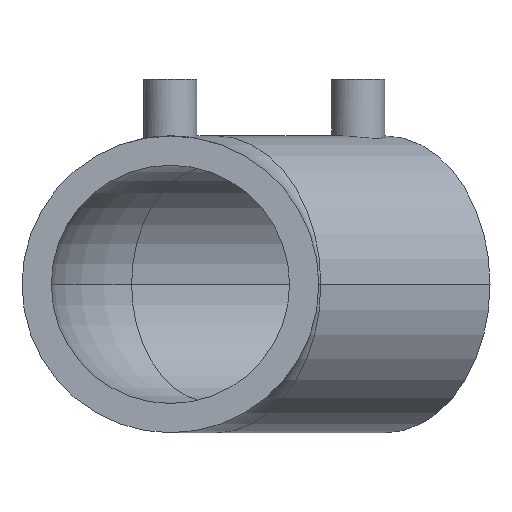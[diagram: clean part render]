
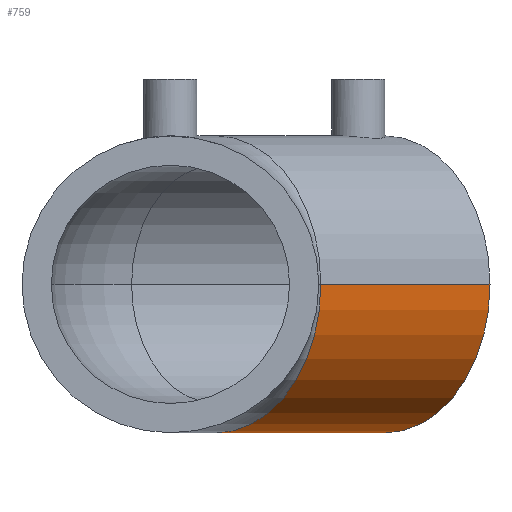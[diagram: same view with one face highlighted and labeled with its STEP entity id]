
A CAD part, front view. The second image highlights one B-rep face of the part: STEP entity #759.
In plain terms, the highlighted cylindrical face has radius 39.25 mm (diameter 78.5 mm), a partial arc.
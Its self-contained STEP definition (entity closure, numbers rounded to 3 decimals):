
#83 = AXIS2_PLACEMENT_3D ( 'NONE', #908, #398, #653 ) ;
#98 = CARTESIAN_POINT ( 'NONE',  ( 28.993, 164.754, 0. ) ) ;
#116 = CIRCLE ( 'NONE', #83, 39.25 ) ;
#130 = CARTESIAN_POINT ( 'NONE',  ( 12.009, 92.261, 0. ) ) ;
#137 = CYLINDRICAL_SURFACE ( 'NONE', #524, 39.25 ) ;
#145 = EDGE_CURVE ( 'NONE', #916, #525, #309, .T. ) ;
#215 = EDGE_CURVE ( 'NONE', #715, #909, #116, .T. ) ;
#228 = CARTESIAN_POINT ( 'NONE',  ( 39.763, 64.507, 0. ) ) ;
#231 = LINE ( 'NONE', #242, #1009 ) ;
#239 = EDGE_CURVE ( 'NONE', #909, #525, #231, .T. ) ;
#242 = CARTESIAN_POINT ( 'NONE',  ( -15.745, 120.015, 0. ) ) ;
#309 = CIRCLE ( 'NONE', #694, 39.25 ) ;
#312 = CARTESIAN_POINT ( 'NONE',  ( -15.745, 120.015, 0. ) ) ;
#315 = ORIENTED_EDGE ( 'NONE', *, *, #860, .F. ) ;
#316 = FACE_OUTER_BOUND ( 'NONE', #932, .T. ) ;
#383 = LINE ( 'NONE', #716, #565 ) ;
#398 = DIRECTION ( 'NONE',  ( 0.707, 0.707, 0. ) ) ;
#404 = DIRECTION ( 'NONE',  ( 0.707, 0.707, 0. ) ) ;
#411 = ORIENTED_EDGE ( 'NONE', *, *, #145, .F. ) ;
#466 = DIRECTION ( 'NONE',  ( -0.707, 0.707, 0. ) ) ;
#524 = AXIS2_PLACEMENT_3D ( 'NONE', #130, #983, #466 ) ;
#525 = VERTEX_POINT ( 'NONE', #98 ) ;
#565 = VECTOR ( 'NONE', #1050, 1000. ) ;
#653 = DIRECTION ( 'NONE',  ( 0., 0., 1. ) ) ;
#694 = AXIS2_PLACEMENT_3D ( 'NONE', #1031, #963, #1056 ) ;
#715 = VERTEX_POINT ( 'NONE', #228 ) ;
#716 = CARTESIAN_POINT ( 'NONE',  ( 39.763, 64.507, 0. ) ) ;
#759 = ADVANCED_FACE ( 'NONE', ( #316 ), #137, .T. ) ;
#860 = EDGE_CURVE ( 'NONE', #715, #916, #383, .T. ) ;
#893 = CARTESIAN_POINT ( 'NONE',  ( 84.501, 109.246, 0. ) ) ;
#908 = CARTESIAN_POINT ( 'NONE',  ( 12.009, 92.261, 0. ) ) ;
#909 = VERTEX_POINT ( 'NONE', #312 ) ;
#916 = VERTEX_POINT ( 'NONE', #893 ) ;
#932 = EDGE_LOOP ( 'NONE', ( #315, #1036, #1012, #411 ) ) ;
#963 = DIRECTION ( 'NONE',  ( 0.707, 0.707, 0. ) ) ;
#983 = DIRECTION ( 'NONE',  ( 0.707, 0.707, 0. ) ) ;
#1009 = VECTOR ( 'NONE', #404, 1000. ) ;
#1012 = ORIENTED_EDGE ( 'NONE', *, *, #239, .T. ) ;
#1031 = CARTESIAN_POINT ( 'NONE',  ( 56.747, 137., 0. ) ) ;
#1036 = ORIENTED_EDGE ( 'NONE', *, *, #215, .T. ) ;
#1050 = DIRECTION ( 'NONE',  ( 0.707, 0.707, 0. ) ) ;
#1056 = DIRECTION ( 'NONE',  ( 0., 0., 1. ) ) ;
